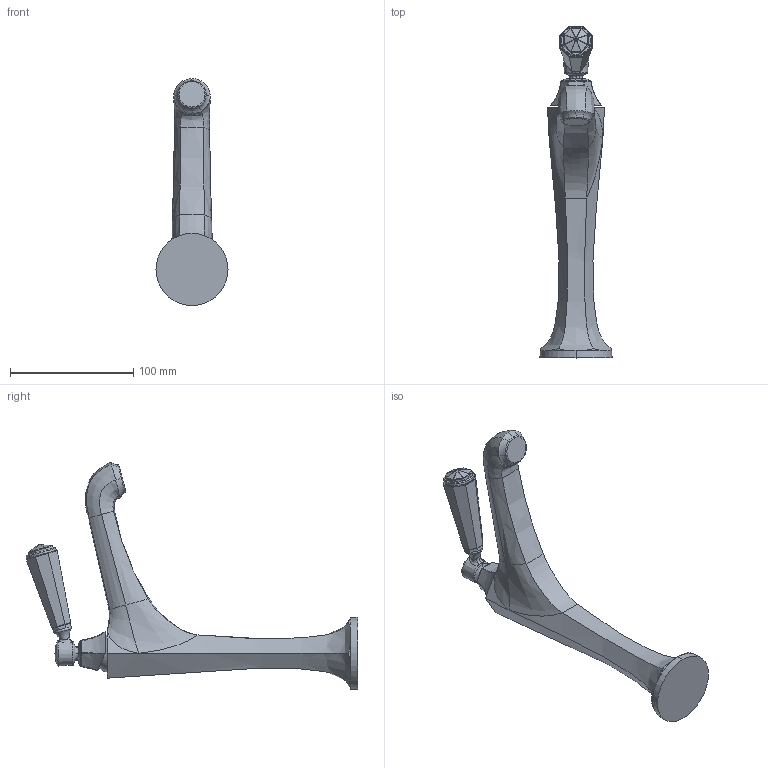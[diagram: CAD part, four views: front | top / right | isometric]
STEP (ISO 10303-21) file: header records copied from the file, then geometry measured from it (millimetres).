
FILE_DESCRIPTION((''),'2;1');
FILE_NAME('1233-1','2021-05-12T13:15:04',('rsmith'),(''),'CREO PARAMETRIC BY PTC INC, 2018400','CREO PARAMETRIC BY PTC INC, 2018400','');
FILE_SCHEMA(('AUTOMOTIVE_DESIGN { 1 0 10303 214 1 1 1 1 }'));
Length unit declared in the file: inch
Products named in the file (1): 1233-1
Bounding box: 58.42 x 268.79 x 183.91 mm (x, y, z)
Volume: 328800.7 mm3; surface area: 50138.6 mm2
Topology: 1 solids, 1 shells, 241 faces, 540 edges, 304 vertices
Faces by surface type: bspline 91, plane 69, cylinder 26, sphere 20, extrusion 14, torus 12, revolution 6, cone 3
Entity records: 14931 total; most frequent: CARTESIAN_POINT 7021, ORIENTED_EDGE 1076, DIRECTION 805, PRESENTATION_STYLE_ASSIGNMENT 739, STYLED_ITEM 551, CURVE_STYLE 544, EDGE_CURVE 538, VERTEX_POINT 304
